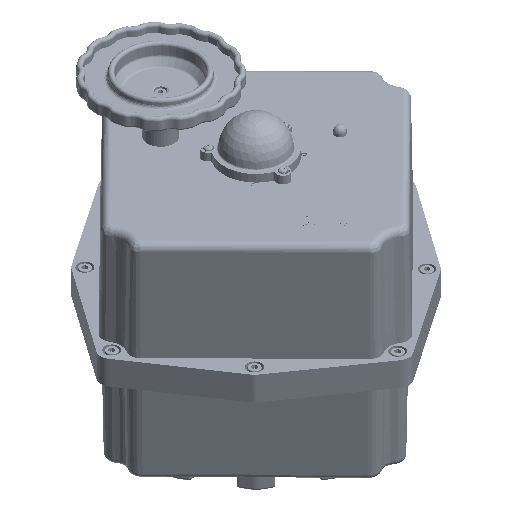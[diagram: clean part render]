
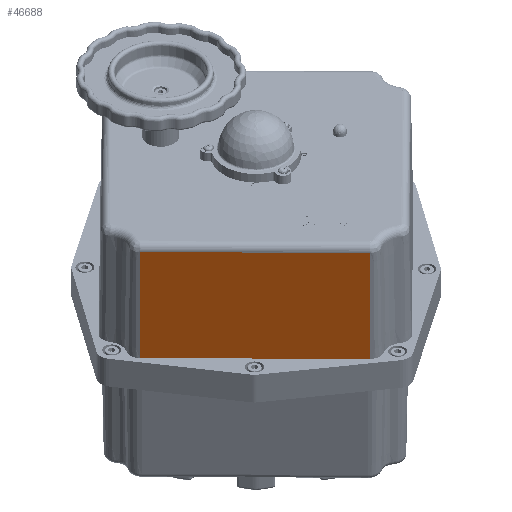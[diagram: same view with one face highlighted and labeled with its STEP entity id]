
A CAD part, isometric view. The second image highlights one B-rep face of the part: STEP entity #46688.
In plain terms, the highlighted planar face has unit normal (-0.711, -0.703, 0.018).
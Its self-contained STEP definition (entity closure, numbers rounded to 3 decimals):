
#34274 = EDGE_CURVE( '', #81112, #79614, #96517, .T. );
#46328 = EDGE_CURVE( '', #83070, #74094, #109837, .T. );
#46688 = ADVANCED_FACE( '', ( #110238 ), #110239, .T. );
#58440 = EDGE_CURVE( '', #83070, #81112, #123220, .T. );
#74094 = VERTEX_POINT( '', #140577 );
#79614 = VERTEX_POINT( '', #146671 );
#81112 = VERTEX_POINT( '', #148320 );
#83070 = VERTEX_POINT( '', #150489 );
#86100 = EDGE_CURVE( '', #79614, #74094, #153823, .T. );
#96517 = LINE( '', #166779, #166780 );
#109837 = LINE( '', #187393, #187394 );
#110238 = FACE_OUTER_BOUND( '', #188085, .T. );
#110239 = PLANE( '', #188086 );
#123220 = LINE( '', #208045, #208046 );
#140577 = CARTESIAN_POINT( '', ( -19374.997, 12418.436, 27822.136 ) );
#146671 = CARTESIAN_POINT( '', ( -19470.464, 12515.044, 27822.136 ) );
#148320 = CARTESIAN_POINT( '', ( -19471.404, 12514.116, 27746.448 ) );
#150489 = CARTESIAN_POINT( '', ( -19375.937, 12417.508, 27746.448 ) );
#153823 = LINE( '', #254815, #254816 );
#166779 = CARTESIAN_POINT( '', ( -19471.404, 12514.116, 27746.448 ) );
#166780 = VECTOR( '', #271038, 75.699 );
#187393 = CARTESIAN_POINT( '', ( -19375.937, 12417.508, 27746.448 ) );
#187394 = VECTOR( '', #287974, 75.699 );
#188085 = EDGE_LOOP( '', ( #288512, #288513, #288514, #288515 ) );
#188086 = AXIS2_PLACEMENT_3D( '', #288516, #288517, #288518 );
#208045 = CARTESIAN_POINT( '', ( -19375.937, 12417.508, 27746.448 ) );
#208046 = VECTOR( '', #304775, 135.82 );
#254815 = CARTESIAN_POINT( '', ( -19470.464, 12515.044, 27822.136 ) );
#254816 = VECTOR( '', #343986, 135.82 );
#271038 = DIRECTION( '', ( 0.012, 0.012, 1. ) );
#287974 = DIRECTION( '', ( 0.012, 0.012, 1. ) );
#288512 = ORIENTED_EDGE( '', *, *, #86100, .F. );
#288513 = ORIENTED_EDGE( '', *, *, #34274, .F. );
#288514 = ORIENTED_EDGE( '', *, *, #58440, .F. );
#288515 = ORIENTED_EDGE( '', *, *, #46328, .T. );
#288516 = CARTESIAN_POINT( '', ( -19376.061, 12417.385, 27736.448 ) );
#288517 = DIRECTION( '', ( -0.711, -0.703, 0.017 ) );
#288518 = DIRECTION( '', ( -0.703, 0.711, 0. ) );
#304775 = DIRECTION( '', ( -0.703, 0.711, 0. ) );
#343986 = DIRECTION( '', ( 0.703, -0.711, 0. ) );
